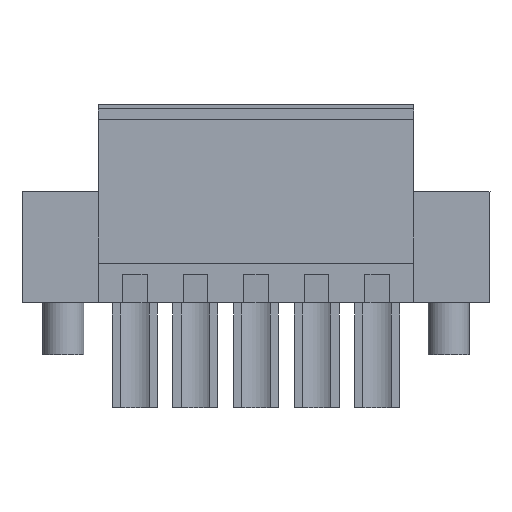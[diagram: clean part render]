
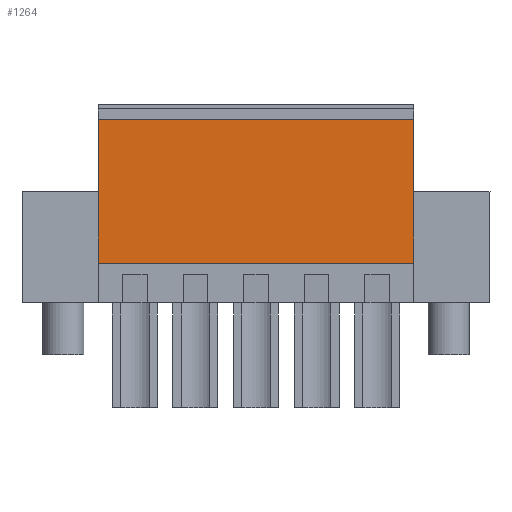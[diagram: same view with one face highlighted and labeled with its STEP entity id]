
A CAD part, front view. The second image highlights one B-rep face of the part: STEP entity #1264.
In plain terms, the highlighted planar face has unit normal (0, -1, 0).
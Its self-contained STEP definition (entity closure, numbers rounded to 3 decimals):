
#1244=AXIS2_PLACEMENT_3D('Plane Axis2P3D',#1241,#1242,#1243) ;
#77=CARTESIAN_POINT('Vertex',(4.8,0.75,9.1)) ;
#80=CARTESIAN_POINT('Line Origine',(4.8,0.75,13.625)) ;
#84=CARTESIAN_POINT('Vertex',(4.8,0.75,18.15)) ;
#1226=CARTESIAN_POINT('Vertex',(24.64,0.75,9.1)) ;
#1229=CARTESIAN_POINT('Line Origine',(14.72,0.75,9.1)) ;
#1241=CARTESIAN_POINT('Axis2P3D Location',(24.64,0.75,18.15)) ;
#1246=CARTESIAN_POINT('Line Origine',(24.64,0.75,13.625)) ;
#1250=CARTESIAN_POINT('Vertex',(24.64,0.75,18.15)) ;
#1253=CARTESIAN_POINT('Line Origine',(14.72,0.75,18.15)) ;
#81=DIRECTION('Vector Direction',(0.,0.,-1.)) ;
#1230=DIRECTION('Vector Direction',(-1.,0.,0.)) ;
#1242=DIRECTION('Axis2P3D Direction',(0.,1.,0.)) ;
#1243=DIRECTION('Axis2P3D XDirection',(0.,0.,-1.)) ;
#1247=DIRECTION('Vector Direction',(0.,0.,-1.)) ;
#1254=DIRECTION('Vector Direction',(-1.,0.,0.)) ;
#82=VECTOR('Line Direction',#81,1.) ;
#1231=VECTOR('Line Direction',#1230,1.) ;
#1248=VECTOR('Line Direction',#1247,1.) ;
#1255=VECTOR('Line Direction',#1254,1.) ;
#1259=ORIENTED_EDGE('',*,*,#86,.T.) ;
#1260=ORIENTED_EDGE('',*,*,#1233,.F.) ;
#1261=ORIENTED_EDGE('',*,*,#1252,.F.) ;
#1262=ORIENTED_EDGE('',*,*,#1257,.T.) ;
#1264=ADVANCED_FACE('HOUSING',(#1263),#1245,.F.) ;
#86=EDGE_CURVE('',#85,#78,#83,.T.) ;
#1233=EDGE_CURVE('',#1227,#78,#1232,.T.) ;
#1252=EDGE_CURVE('',#1251,#1227,#1249,.T.) ;
#1257=EDGE_CURVE('',#1251,#85,#1256,.T.) ;
#1258=EDGE_LOOP('',(#1259,#1260,#1261,#1262)) ;
#1263=FACE_OUTER_BOUND('',#1258,.T.) ;
#83=LINE('Line',#80,#82) ;
#1232=LINE('Line',#1229,#1231) ;
#1249=LINE('Line',#1246,#1248) ;
#1256=LINE('Line',#1253,#1255) ;
#1245=PLANE('',#1244) ;
#78=VERTEX_POINT('',#77) ;
#85=VERTEX_POINT('',#84) ;
#1227=VERTEX_POINT('',#1226) ;
#1251=VERTEX_POINT('',#1250) ;
